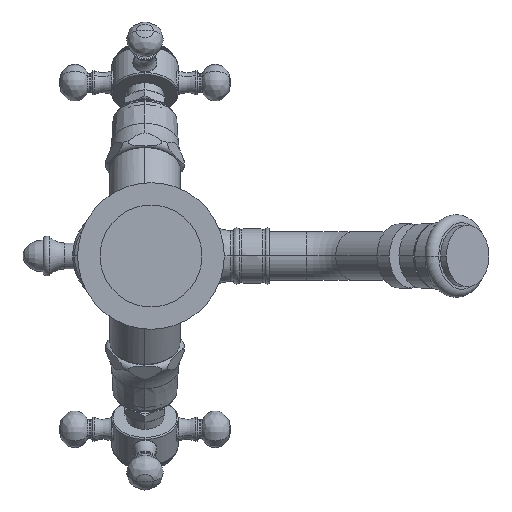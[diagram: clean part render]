
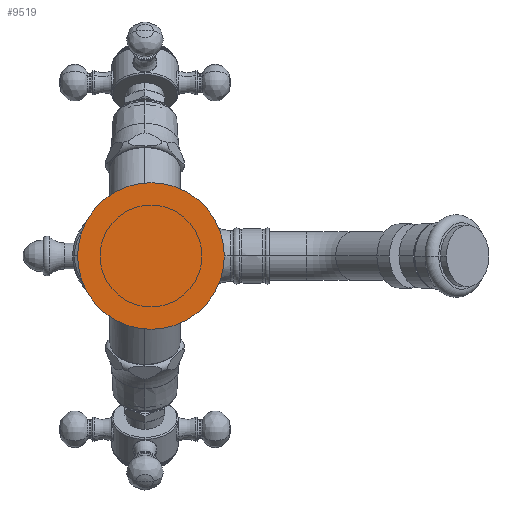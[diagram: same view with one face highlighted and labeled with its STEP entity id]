
A CAD part, front view. The second image highlights one B-rep face of the part: STEP entity #9519.
In plain terms, the highlighted planar face has unit normal (0, -1, 0).
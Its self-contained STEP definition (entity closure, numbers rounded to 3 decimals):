
#2771=CARTESIAN_POINT('',(0.,-5.,0.));
#2772=DIRECTION('',(0.,1.,0.));
#2773=DIRECTION('',(1.,0.,0.));
#2774=AXIS2_PLACEMENT_3D('',#2771,#2772,#2773);
#2785=CARTESIAN_POINT('',(0.,-5.,0.));
#2786=DIRECTION('',(0.,-1.,0.));
#2787=DIRECTION('',(1.,0.,0.));
#2788=AXIS2_PLACEMENT_3D('',#2785,#2786,#2787);
#6242=CARTESIAN_POINT('',(27.5,-5.,0.));
#6243=CARTESIAN_POINT('',(-27.5,-5.,0.));
#6244=VERTEX_POINT('',#6242);
#6245=VERTEX_POINT('',#6243);
#9510=CARTESIAN_POINT('',(0.,-5.,0.));
#9511=DIRECTION('',(0.,-1.,0.));
#9512=DIRECTION('',(-1.,0.,0.));
#9513=AXIS2_PLACEMENT_3D('',#9510,#9511,#9512);
#9514=PLANE('',#9513);
#9515=ORIENTED_EDGE('',*,*,#9497,.F.);
#9516=ORIENTED_EDGE('',*,*,#9476,.T.);
#9517=EDGE_LOOP('',(#9515,#9516));
#9518=FACE_OUTER_BOUND('',#9517,.F.);
#9519=ADVANCED_FACE('',(#9518),#9514,.T.);
#2775=CIRCLE('',#2774,27.5);
#2789=CIRCLE('',#2788,27.5);
#9476=EDGE_CURVE('',#6244,#6245,#2775,.T.);
#9497=EDGE_CURVE('',#6244,#6245,#2789,.T.);
